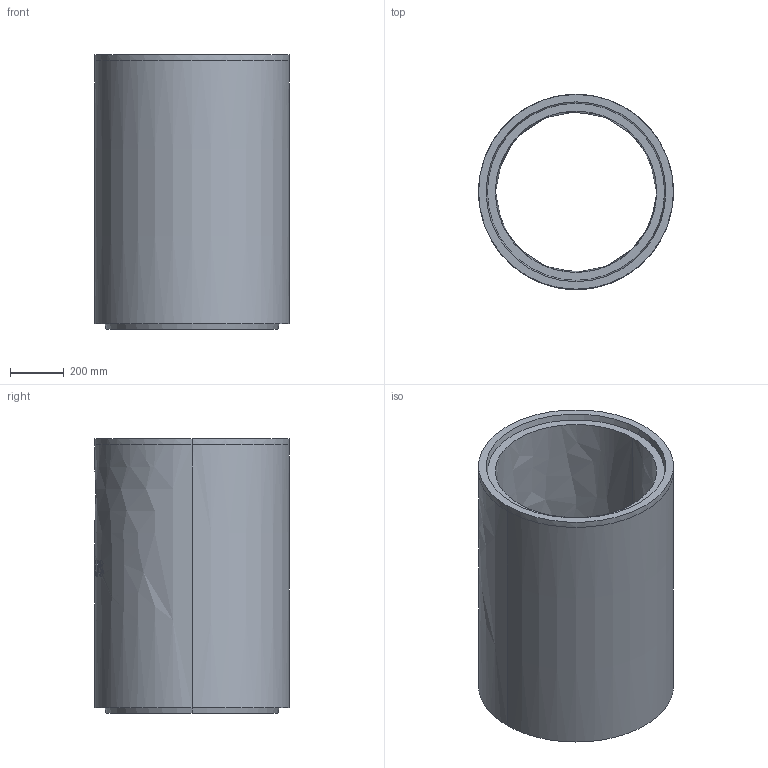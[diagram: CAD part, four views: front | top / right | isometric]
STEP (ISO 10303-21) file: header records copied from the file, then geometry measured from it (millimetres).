
FILE_DESCRIPTION (( 'STEP AP203' ), '1' );
FILE_NAME ('Rudus 2006103 UL-kaivonrengas 600x1000.step', '2020-03-19T14:26:30', ( '' ), ( '' ), 'SwSTEP 2.0', 'SolidWorks 2019', '' );
FILE_SCHEMA (( 'CONFIG_CONTROL_DESIGN' ));
Length unit declared in the file: millimetre
Products named in the file (2): EK-osa-kaivorunko_UL-kaivonrengas; Rudus 2006103 UL-kaivonrengas 600x1000
Assembly tree (1 placements, depth 2):
  Rudus 2006103 UL-kaivonrengas 600x1000
    EK-osa-kaivorunko_UL-kaivonrengas
Bounding box: 726 x 726 x 1023 mm (x, y, z)
Volume: 131009038 mm3; surface area: 4510149.9 mm2
Topology: 1 solids, 1 shells, 93 faces, 330 edges, 248 vertices
Faces by surface type: bspline 81, cone 4, cylinder 4, plane 4
Entity records: 22446 total; most frequent: CARTESIAN_POINT 19952, ORIENTED_EDGE 660, EDGE_CURVE 330, VERTEX_POINT 248, B_SPLINE_CURVE_WITH_KNOTS 228, DIRECTION 226, AXIS2_PLACEMENT_3D 108, EDGE_LOOP 104
